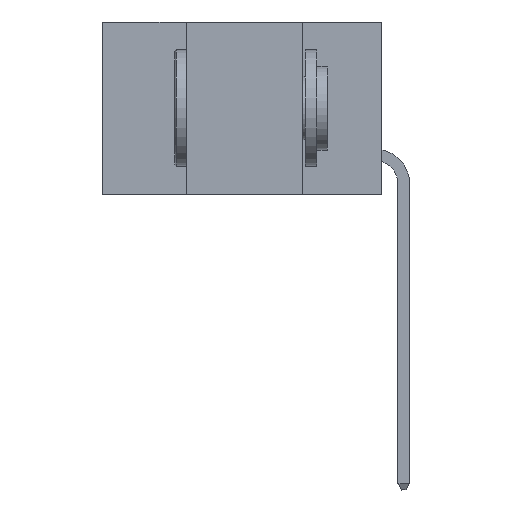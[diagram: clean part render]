
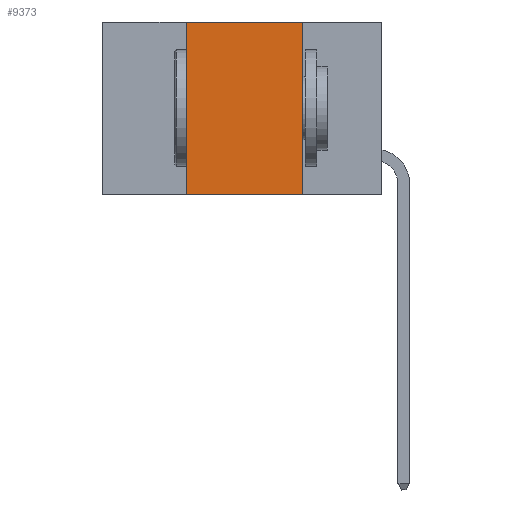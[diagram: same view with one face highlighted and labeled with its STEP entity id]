
A CAD part, left-side view. The second image highlights one B-rep face of the part: STEP entity #9373.
In plain terms, the highlighted planar face has unit normal (-1, 0, 0).
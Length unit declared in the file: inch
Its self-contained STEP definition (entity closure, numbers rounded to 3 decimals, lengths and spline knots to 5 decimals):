
#4509 = EDGE_CURVE ( 'NONE', #35956, #19394, #36533, .T. ) ;
#5385 = CARTESIAN_POINT ( 'NONE',  ( 0., 0.6, 0. ) ) ;
#7652 = CARTESIAN_POINT ( 'NONE',  ( 0., 0.42, 0. ) ) ;
#9090 = EDGE_CURVE ( 'NONE', #20441, #19394, #32526, .T. ) ;
#9161 = CARTESIAN_POINT ( 'NONE',  ( 0., 0.6, -0.37 ) ) ;
#9373 = ADVANCED_FACE ( 'NONE', ( #20290 ), #15509, .F. ) ;
#9518 = VECTOR ( 'NONE', #28594, 39.37008 ) ;
#9542 = ORIENTED_EDGE ( 'NONE', *, *, #36584, .F. ) ;
#9745 = ORIENTED_EDGE ( 'NONE', *, *, #21281, .F. ) ;
#10994 = DIRECTION ( 'NONE',  ( 0., 0., -1. ) ) ;
#11728 = ORIENTED_EDGE ( 'NONE', *, *, #4509, .T. ) ;
#14523 = CARTESIAN_POINT ( 'NONE',  ( 0., 0.42, -0.37 ) ) ;
#15509 = PLANE ( 'NONE',  #31863 ) ;
#15768 = CARTESIAN_POINT ( 'NONE',  ( 0., 0.6, 0. ) ) ;
#17612 = LINE ( 'NONE', #5385, #9518 ) ;
#18530 = DIRECTION ( 'NONE',  ( 0., 0., -1. ) ) ;
#18637 = DIRECTION ( 'NONE',  ( 1., 0., 0. ) ) ;
#19394 = VERTEX_POINT ( 'NONE', #34984 ) ;
#19418 = VECTOR ( 'NONE', #10994, 39.37008 ) ;
#20290 = FACE_OUTER_BOUND ( 'NONE', #31874, .T. ) ;
#20441 = VERTEX_POINT ( 'NONE', #31086 ) ;
#21281 = EDGE_CURVE ( 'NONE', #35956, #27305, #26655, .T. ) ;
#26655 = LINE ( 'NONE', #29230, #34304 ) ;
#27305 = VERTEX_POINT ( 'NONE', #7652 ) ;
#28594 = DIRECTION ( 'NONE',  ( 0., -1., 0. ) ) ;
#29230 = CARTESIAN_POINT ( 'NONE',  ( 0., 0.42, 0. ) ) ;
#29473 = DIRECTION ( 'NONE',  ( 0., 0., 1. ) ) ;
#31086 = CARTESIAN_POINT ( 'NONE',  ( 0., 0.17, 0. ) ) ;
#31863 = AXIS2_PLACEMENT_3D ( 'NONE', #15768, #18637, #18530 ) ;
#31874 = EDGE_LOOP ( 'NONE', ( #36344, #9542, #9745, #11728 ) ) ;
#32241 = DIRECTION ( 'NONE',  ( 0., -1., 0. ) ) ;
#32526 = LINE ( 'NONE', #34435, #19418 ) ;
#34304 = VECTOR ( 'NONE', #29473, 39.37008 ) ;
#34435 = CARTESIAN_POINT ( 'NONE',  ( 0., 0.17, 0. ) ) ;
#34984 = CARTESIAN_POINT ( 'NONE',  ( 0., 0.17, -0.37 ) ) ;
#35956 = VERTEX_POINT ( 'NONE', #14523 ) ;
#36344 = ORIENTED_EDGE ( 'NONE', *, *, #9090, .F. ) ;
#36533 = LINE ( 'NONE', #9161, #36980 ) ;
#36584 = EDGE_CURVE ( 'NONE', #27305, #20441, #17612, .T. ) ;
#36980 = VECTOR ( 'NONE', #32241, 39.37008 ) ;
